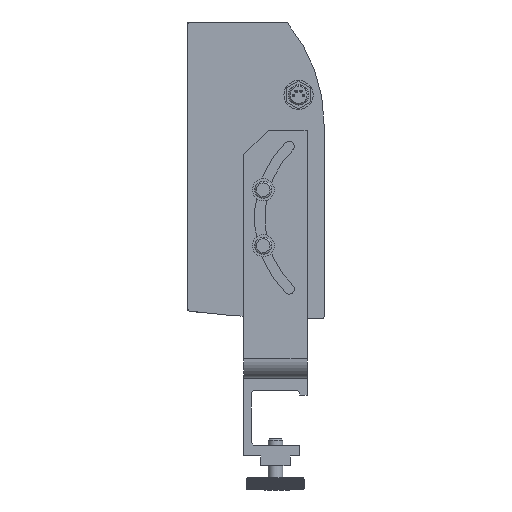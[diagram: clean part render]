
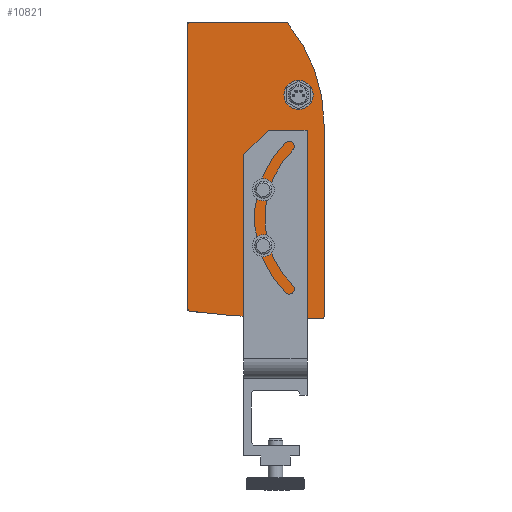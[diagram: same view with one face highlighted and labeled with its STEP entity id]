
A CAD part, left-side view. The second image highlights one B-rep face of the part: STEP entity #10821.
In plain terms, the highlighted planar face has unit normal (-1, 0, 0).
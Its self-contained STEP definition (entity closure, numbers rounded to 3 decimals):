
#10247=CARTESIAN_POINT('',(-1.,4.5,-1.25));
#10248=VERTEX_POINT('',#10247);
#10257=CARTESIAN_POINT('',(-1.0,4.5,7.25));
#10258=VERTEX_POINT('',#10257);
#10259=CARTESIAN_POINT('',(-1.0,4.5,3.));
#10260=DIRECTION('',(1.0,0.0,0.0));
#10261=DIRECTION('',(0.0,0.0,-1.0));
#10262=AXIS2_PLACEMENT_3D('',#10259,#10260,#10261);
#10263=CIRCLE('',#10262,4.25);
#10264=EDGE_CURVE('',#10258,#10248,#10263,.T.);
#10289=CARTESIAN_POINT('',(-1.,4.5,21.75));
#10290=VERTEX_POINT('',#10289);
#10299=CARTESIAN_POINT('',(-1.0,4.5,30.25));
#10300=VERTEX_POINT('',#10299);
#10301=CARTESIAN_POINT('',(-1.0,4.5,26.));
#10302=DIRECTION('',(1.0,0.0,0.0));
#10303=DIRECTION('',(0.0,0.0,-1.0));
#10304=AXIS2_PLACEMENT_3D('',#10301,#10302,#10303);
#10305=CIRCLE('',#10304,4.25);
#10306=EDGE_CURVE('',#10300,#10290,#10305,.T.);
#10331=CARTESIAN_POINT('',(-1.,19.,-42.));
#10332=VERTEX_POINT('',#10331);
#10341=CARTESIAN_POINT('',(-1.0,19.,-30.));
#10342=VERTEX_POINT('',#10341);
#10343=CARTESIAN_POINT('',(-1.0,19.,-36.));
#10344=DIRECTION('',(1.0,0.0,0.0));
#10345=DIRECTION('',(0.0,0.0,-1.0));
#10346=AXIS2_PLACEMENT_3D('',#10343,#10344,#10345);
#10347=CIRCLE('',#10346,6.0);
#10348=EDGE_CURVE('',#10342,#10332,#10347,.T.);
#10382=CARTESIAN_POINT('',(-1.0,19.,-36.));
#10383=DIRECTION('',(1.0,0.0,0.0));
#10384=DIRECTION('',(0.0,0.0,-1.0));
#10385=AXIS2_PLACEMENT_3D('',#10382,#10383,#10384);
#10386=CIRCLE('',#10385,6.0);
#10387=EDGE_CURVE('',#10332,#10342,#10386,.T.);
#10406=CARTESIAN_POINT('',(-1.0,4.5,26.));
#10407=DIRECTION('',(1.0,0.0,0.0));
#10408=DIRECTION('',(0.0,0.0,-1.0));
#10409=AXIS2_PLACEMENT_3D('',#10406,#10407,#10408);
#10410=CIRCLE('',#10409,4.25);
#10411=EDGE_CURVE('',#10290,#10300,#10410,.T.);
#10430=CARTESIAN_POINT('',(-1.0,4.5,3.));
#10431=DIRECTION('',(1.0,0.0,0.0));
#10432=DIRECTION('',(0.0,0.0,-1.0));
#10433=AXIS2_PLACEMENT_3D('',#10430,#10431,#10432);
#10434=CIRCLE('',#10433,4.25);
#10435=EDGE_CURVE('',#10248,#10258,#10434,.T.);
#10445=CARTESIAN_POINT('',(-1.,13.643,-66.));
#10446=VERTEX_POINT('',#10445);
#10447=CARTESIAN_POINT('',(-1.,14.411,-65.641));
#10448=VERTEX_POINT('',#10447);
#10449=CARTESIAN_POINT('',(-1.,13.643,-65.0));
#10450=DIRECTION('',(1.,0.0,0.0));
#10451=DIRECTION('',(0.0,0.424,-0.906));
#10452=AXIS2_PLACEMENT_3D('',#10449,#10450,#10451);
#10453=CIRCLE('',#10452,1.0);
#10454=EDGE_CURVE('',#10446,#10448,#10453,.T.);
#10496=CARTESIAN_POINT('',(-1.,-25.5,-66.));
#10497=VERTEX_POINT('',#10496);
#10504=CARTESIAN_POINT('',(-1.,-25.5,-66.));
#10505=DIRECTION('',(0.0,1.0,0.0));
#10506=VECTOR('',#10505,39.143);
#10507=LINE('',#10504,#10506);
#10508=EDGE_CURVE('',#10497,#10446,#10507,.T.);
#10607=CARTESIAN_POINT('',(-1.,-25.623,52.972));
#10608=VERTEX_POINT('',#10607);
#10609=CARTESIAN_POINT('',(-1.,-26.5,51.98));
#10610=VERTEX_POINT('',#10609);
#10611=CARTESIAN_POINT('',(-1.,-25.5,51.98));
#10612=DIRECTION('',(1.,0.0,0.0));
#10613=DIRECTION('',(0.0,-0.749,0.662));
#10614=AXIS2_PLACEMENT_3D('',#10611,#10612,#10613);
#10615=CIRCLE('',#10614,1.0);
#10616=EDGE_CURVE('',#10608,#10610,#10615,.T.);
#10640=CARTESIAN_POINT('',(-1.,-26.5,-65.));
#10641=VERTEX_POINT('',#10640);
#10642=CARTESIAN_POINT('',(-1.,-26.5,51.98));
#10643=DIRECTION('',(0.0,0.0,-1.0));
#10644=VECTOR('',#10643,116.98);
#10645=LINE('',#10642,#10644);
#10646=EDGE_CURVE('',#10610,#10641,#10645,.T.);
#10663=CARTESIAN_POINT('',(-1.,28.5,56.));
#10664=VERTEX_POINT('',#10663);
#10665=CARTESIAN_POINT('',(-1.,23.5,56.));
#10666=VERTEX_POINT('',#10665);
#10667=CARTESIAN_POINT('',(-1.,28.5,56.));
#10668=DIRECTION('',(0.0,-1.0,0.0));
#10669=VECTOR('',#10668,5.);
#10670=LINE('',#10667,#10669);
#10671=EDGE_CURVE('',#10664,#10666,#10670,.T.);
#10697=CARTESIAN_POINT('',(-1.,23.5,-344.));
#10698=DIRECTION('',(1.0,0.0,0.0));
#10699=DIRECTION('',(0.0,-1.0,0.0));
#10700=AXIS2_PLACEMENT_3D('',#10697,#10698,#10699);
#10701=CIRCLE('',#10700,400.0);
#10702=EDGE_CURVE('',#10666,#10608,#10701,.T.);
#10712=CARTESIAN_POINT('',(-1.,-25.5,-65.));
#10713=DIRECTION('',(1.0,0.0,0.0));
#10714=DIRECTION('',(0.0,-1.0,0.0));
#10715=AXIS2_PLACEMENT_3D('',#10712,#10713,#10714);
#10716=CIRCLE('',#10715,1.0);
#10717=EDGE_CURVE('',#10641,#10497,#10716,.T.);
#10731=CARTESIAN_POINT('',(-1.,29.5,-24.));
#10732=VERTEX_POINT('',#10731);
#10733=CARTESIAN_POINT('',(-1.,-35.5,-24.));
#10734=DIRECTION('',(1.0,0.0,0.0));
#10735=DIRECTION('',(0.0,-1.0,0.0));
#10736=AXIS2_PLACEMENT_3D('',#10733,#10734,#10735);
#10737=CIRCLE('',#10736,65.0);
#10738=EDGE_CURVE('',#10448,#10732,#10737,.T.);
#10755=CARTESIAN_POINT('',(-1.,29.5,55.));
#10756=VERTEX_POINT('',#10755);
#10757=CARTESIAN_POINT('',(-1.,29.5,-24.));
#10758=DIRECTION('',(0.0,0.0,1.0));
#10759=VECTOR('',#10758,79.);
#10760=LINE('',#10757,#10759);
#10761=EDGE_CURVE('',#10732,#10756,#10760,.T.);
#10779=CARTESIAN_POINT('',(-1.,28.5,55.));
#10780=DIRECTION('',(1.0,0.0,0.0));
#10781=DIRECTION('',(0.0,-1.0,0.0));
#10782=AXIS2_PLACEMENT_3D('',#10779,#10780,#10781);
#10783=CIRCLE('',#10782,1.0);
#10784=EDGE_CURVE('',#10756,#10664,#10783,.T.);
#10792=CARTESIAN_POINT('',(-1.,-0.589,-3.545));
#10793=DIRECTION('',(1.0,0.0,0.0));
#10794=DIRECTION('',(0.0,0.0,-1.0));
#10795=AXIS2_PLACEMENT_3D('',#10792,#10793,#10794);
#10796=PLANE('',#10795);
#10797=ORIENTED_EDGE('',*,*,#10454,.F.);
#10798=ORIENTED_EDGE('',*,*,#10508,.F.);
#10799=ORIENTED_EDGE('',*,*,#10717,.F.);
#10800=ORIENTED_EDGE('',*,*,#10646,.F.);
#10801=ORIENTED_EDGE('',*,*,#10616,.F.);
#10802=ORIENTED_EDGE('',*,*,#10702,.F.);
#10803=ORIENTED_EDGE('',*,*,#10671,.F.);
#10804=ORIENTED_EDGE('',*,*,#10784,.F.);
#10805=ORIENTED_EDGE('',*,*,#10761,.F.);
#10806=ORIENTED_EDGE('',*,*,#10738,.F.);
#10807=EDGE_LOOP('',(#10797,#10798,#10799,#10800,#10801,#10802,#10803,#10804,#10805,#10806));
#10808=FACE_OUTER_BOUND('',#10807,.T.);
#10809=ORIENTED_EDGE('',*,*,#10387,.T.);
#10810=ORIENTED_EDGE('',*,*,#10348,.T.);
#10811=EDGE_LOOP('',(#10809,#10810));
#10812=FACE_BOUND('',#10811,.T.);
#10813=ORIENTED_EDGE('',*,*,#10411,.T.);
#10814=ORIENTED_EDGE('',*,*,#10306,.T.);
#10815=EDGE_LOOP('',(#10813,#10814));
#10816=FACE_BOUND('',#10815,.T.);
#10817=ORIENTED_EDGE('',*,*,#10435,.T.);
#10818=ORIENTED_EDGE('',*,*,#10264,.T.);
#10819=EDGE_LOOP('',(#10817,#10818));
#10820=FACE_BOUND('',#10819,.T.);
#10821=ADVANCED_FACE('',(#10808,#10812,#10816,#10820),#10796,.F.);
